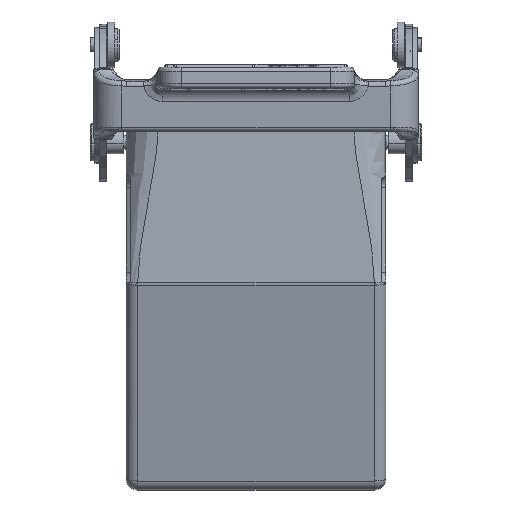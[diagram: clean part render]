
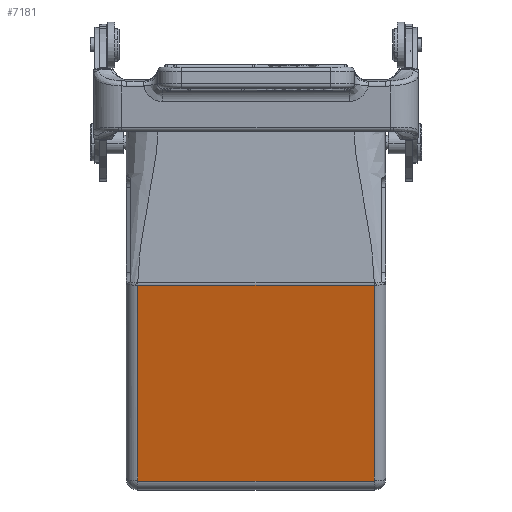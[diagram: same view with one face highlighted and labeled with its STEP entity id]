
A CAD part, left-side view. The second image highlights one B-rep face of the part: STEP entity #7181.
In plain terms, the highlighted planar face has unit normal (-0.973, 0, -0.232).
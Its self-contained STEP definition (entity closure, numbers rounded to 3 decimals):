
#3130=LINE('',#41471,#5207);
#3139=LINE('',#41590,#5216);
#3140=LINE('',#41592,#5217);
#3141=LINE('',#41594,#5218);
#5207=VECTOR('',#33380,1.);
#5216=VECTOR('',#33417,1.);
#5217=VECTOR('',#33420,1.);
#5218=VECTOR('',#33421,1.);
#7181=ADVANCED_FACE('',(#9598),#8701,.T.);
#8701=PLANE('',#30082);
#9598=FACE_OUTER_BOUND('',#11208,.T.);
#11208=EDGE_LOOP('',(#14171,#14172,#14173,#14174));
#14171=ORIENTED_EDGE('',*,*,#25158,.T.);
#14172=ORIENTED_EDGE('',*,*,#25131,.T.);
#14173=ORIENTED_EDGE('',*,*,#25157,.T.);
#14174=ORIENTED_EDGE('',*,*,#25159,.T.);
#21957=VERTEX_POINT('',#41454);
#21959=VERTEX_POINT('',#41470);
#21976=VERTEX_POINT('',#41589);
#21977=VERTEX_POINT('',#41593);
#25131=EDGE_CURVE('',#21957,#21959,#3130,.T.);
#25157=EDGE_CURVE('',#21959,#21976,#3139,.T.);
#25158=EDGE_CURVE('',#21977,#21957,#3140,.T.);
#25159=EDGE_CURVE('',#21976,#21977,#3141,.T.);
#30082=AXIS2_PLACEMENT_3D('',#41595,#33422,#33423);
#33380=DIRECTION('',(0.,1.,0.));
#33417=DIRECTION('',(0.232,0.,-0.973));
#33420=DIRECTION('',(-0.232,0.,0.973));
#33421=DIRECTION('',(0.,-1.,0.));
#33422=DIRECTION('',(-0.973,0.,-0.232));
#33423=DIRECTION('',(-0.232,0.,0.973));
#41454=CARTESIAN_POINT('',(-40.932,-25.25,-35.286));
#41470=CARTESIAN_POINT('',(-40.932,25.25,-35.286));
#41471=CARTESIAN_POINT('',(-40.932,-25.25,-35.286));
#41589=CARTESIAN_POINT('',(-30.958,25.25,-77.08));
#41590=CARTESIAN_POINT('',(-40.932,25.25,-35.286));
#41592=CARTESIAN_POINT('',(-30.958,-25.25,-77.08));
#41593=CARTESIAN_POINT('',(-30.958,-25.25,-77.08));
#41594=CARTESIAN_POINT('',(-30.958,25.25,-77.08));
#41595=CARTESIAN_POINT('',(-30.5,-28.,-79.));
